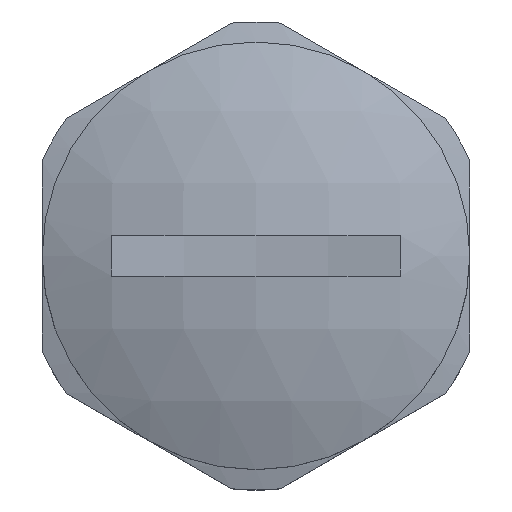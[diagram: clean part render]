
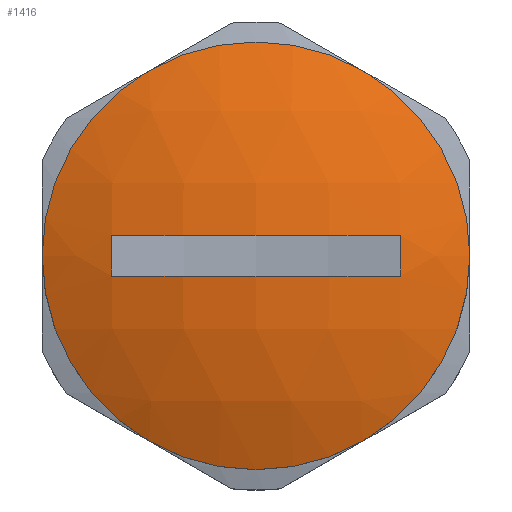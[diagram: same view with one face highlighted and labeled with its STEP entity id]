
A CAD part, top view. The second image highlights one B-rep face of the part: STEP entity #1416.
In plain terms, the highlighted spherical face has radius 23.56 mm.
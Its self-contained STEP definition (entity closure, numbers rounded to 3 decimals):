
#88 = ORIENTED_EDGE ( 'NONE', *, *, #248, .F. ) ;
#117 = VERTEX_POINT ( 'NONE', #1436 ) ;
#128 = CIRCLE ( 'NONE', #1197, 9.5 ) ;
#192 = CARTESIAN_POINT ( 'NONE',  ( 0., -0.9, -20.56 ) ) ;
#222 = B_SPLINE_CURVE_WITH_KNOTS ( 'NONE', 3,
 ( #1112, #1066, #1417, #1273 ),
 .UNSPECIFIED., .F., .F.,
 ( 4, 4 ),
 ( 0., 0.002 ),
 .UNSPECIFIED. ) ;
#248 = EDGE_CURVE ( 'NONE', #914, #471, #835, .T. ) ;
#263 = CARTESIAN_POINT ( 'NONE',  ( -6.464, 0.3, 2.102 ) ) ;
#301 = EDGE_CURVE ( 'NONE', #997, #465, #518, .T. ) ;
#324 = EDGE_CURVE ( 'NONE', #471, #465, #1027, .T. ) ;
#342 = CARTESIAN_POINT ( 'NONE',  ( 6.413, -0.9, 2.093 ) ) ;
#356 = CARTESIAN_POINT ( 'NONE',  ( 6.413, 0.9, 2.093 ) ) ;
#372 = DIRECTION ( 'NONE',  ( -1., 0., 0. ) ) ;
#375 = DIRECTION ( 'NONE',  ( 0., 0., -1. ) ) ;
#376 = CARTESIAN_POINT ( 'NONE',  ( 0., 0., 1. ) ) ;
#385 = ORIENTED_EDGE ( 'NONE', *, *, #324, .F. ) ;
#465 = VERTEX_POINT ( 'NONE', #919 ) ;
#471 = VERTEX_POINT ( 'NONE', #893 ) ;
#518 = CIRCLE ( 'NONE', #1398, 23.543 ) ;
#569 = DIRECTION ( 'NONE',  ( -1., 0., 0. ) ) ;
#655 = DIRECTION ( 'NONE',  ( 0., 1., 0. ) ) ;
#665 = AXIS2_PLACEMENT_3D ( 'NONE', #904, #655, #569 ) ;
#782 = DIRECTION ( 'NONE',  ( 0., -1., 0. ) ) ;
#824 = EDGE_CURVE ( 'NONE', #117, #117, #128, .T. ) ;
#835 = CIRCLE ( 'NONE', #1485, 23.543 ) ;
#854 = DIRECTION ( 'NONE',  ( 0., 0., 1. ) ) ;
#867 = DIRECTION ( 'NONE',  ( 0., 0., 1. ) ) ;
#893 = CARTESIAN_POINT ( 'NONE',  ( -6.413, 0.9, 2.093 ) ) ;
#904 = CARTESIAN_POINT ( 'NONE',  ( 0., 0., -20.56 ) ) ;
#914 = VERTEX_POINT ( 'NONE', #356 ) ;
#919 = CARTESIAN_POINT ( 'NONE',  ( -6.413, -0.9, 2.093 ) ) ;
#971 = EDGE_LOOP ( 'NONE', ( #1007, #1014, #385, #88 ) ) ;
#997 = VERTEX_POINT ( 'NONE', #342 ) ;
#1007 = ORIENTED_EDGE ( 'NONE', *, *, #1343, .F. ) ;
#1014 = ORIENTED_EDGE ( 'NONE', *, *, #301, .T. ) ;
#1027 = B_SPLINE_CURVE_WITH_KNOTS ( 'NONE', 3,
 ( #1055, #263, #1109, #1098 ),
 .UNSPECIFIED., .F., .F.,
 ( 4, 4 ),
 ( 0., 0.002 ),
 .UNSPECIFIED. ) ;
#1055 = CARTESIAN_POINT ( 'NONE',  ( -6.413, 0.9, 2.093 ) ) ;
#1066 = CARTESIAN_POINT ( 'NONE',  ( 6.464, -0.3, 2.102 ) ) ;
#1098 = CARTESIAN_POINT ( 'NONE',  ( -6.413, -0.9, 2.093 ) ) ;
#1109 = CARTESIAN_POINT ( 'NONE',  ( -6.464, -0.3, 2.102 ) ) ;
#1112 = CARTESIAN_POINT ( 'NONE',  ( 6.413, -0.9, 2.093 ) ) ;
#1142 = EDGE_LOOP ( 'NONE', ( #1386 ) ) ;
#1162 = FACE_OUTER_BOUND ( 'NONE', #1142, .T. ) ;
#1194 = FACE_OUTER_BOUND ( 'NONE', #971, .T. ) ;
#1197 = AXIS2_PLACEMENT_3D ( 'NONE', #376, #375, #372 ) ;
#1273 = CARTESIAN_POINT ( 'NONE',  ( 6.413, 0.9, 2.093 ) ) ;
#1343 = EDGE_CURVE ( 'NONE', #997, #914, #222, .T. ) ;
#1348 = DIRECTION ( 'NONE',  ( 0., -1., 0. ) ) ;
#1386 = ORIENTED_EDGE ( 'NONE', *, *, #824, .F. ) ;
#1398 = AXIS2_PLACEMENT_3D ( 'NONE', #192, #1348, #867 ) ;
#1404 = CARTESIAN_POINT ( 'NONE',  ( 0., 0.9, -20.56 ) ) ;
#1416 = ADVANCED_FACE ( 'NONE', ( #1162, #1194 ), #1457, .T. ) ;
#1417 = CARTESIAN_POINT ( 'NONE',  ( 6.464, 0.3, 2.102 ) ) ;
#1436 = CARTESIAN_POINT ( 'NONE',  ( -9.5, 0., 1. ) ) ;
#1457 = SPHERICAL_SURFACE ( 'NONE', #665, 23.56 ) ;
#1485 = AXIS2_PLACEMENT_3D ( 'NONE', #1404, #782, #854 ) ;
